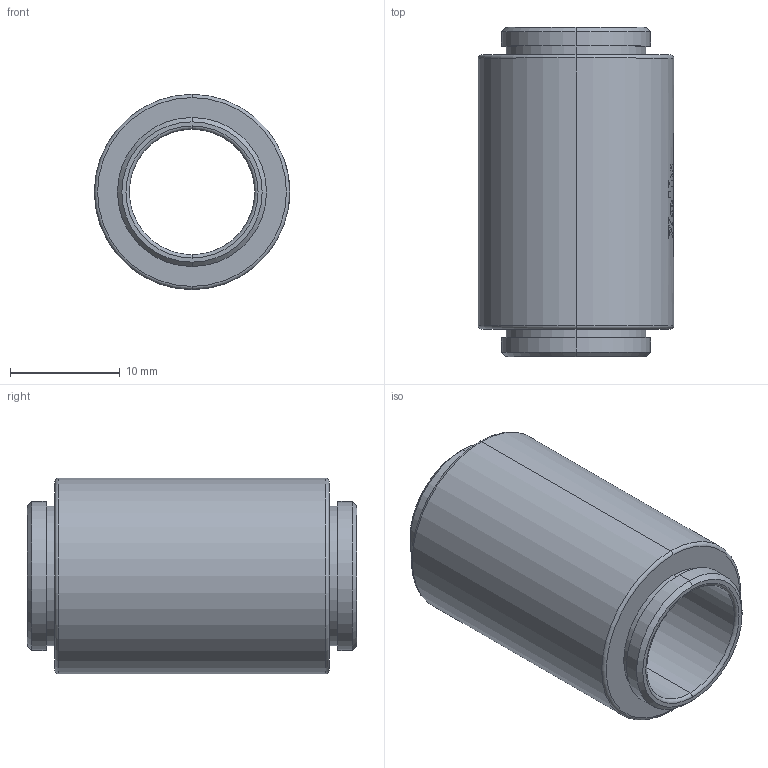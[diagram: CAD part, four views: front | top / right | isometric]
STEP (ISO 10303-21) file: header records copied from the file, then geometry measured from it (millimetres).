
FILE_DESCRIPTION (( 'STEP AP203' ), '1' );
FILE_NAME ('CSSM05-25C.STEP', '2025-09-26T03:21:55', ( '' ), ( '' ), 'SwSTEP 2.0', 'SolidWorks 2020', '' );
FILE_SCHEMA (( 'CONFIG_CONTROL_DESIGN' ));
Length unit declared in the file: millimetre
Products named in the file (1): CSSM05-25C
Bounding box: 17.8 x 30 x 17.8 mm (x, y, z)
Volume: 3828.2 mm3; surface area: 3008.2 mm2
Topology: 1 solids, 1 shells, 344 faces, 939 edges, 622 vertices
Faces by surface type: bspline 251, plane 48, cylinder 33, torus 8, cone 4
Entity records: 22258 total; most frequent: CARTESIAN_POINT 15699, ORIENTED_EDGE 1878, EDGE_CURVE 939, B_SPLINE_CURVE_WITH_KNOTS 781, VERTEX_POINT 622, DIRECTION 418, EDGE_LOOP 371, FACE_OUTER_BOUND 344
